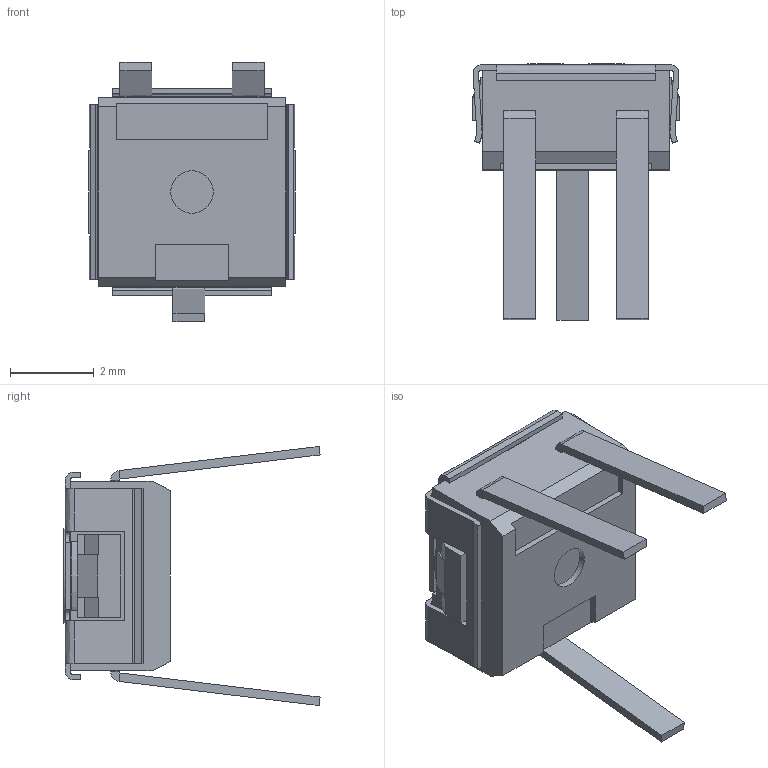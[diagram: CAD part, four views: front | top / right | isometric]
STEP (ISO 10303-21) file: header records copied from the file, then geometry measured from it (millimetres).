
FILE_DESCRIPTION((''),'2;1');
FILE_NAME('7814H001XXX_ASM','2012-03-27T',('minhn'),('Bourns, Inc.'),'PRO/ENGINEER BY PARAMETRIC TECHNOLOGY CORPORATION, 2001200','PRO/ENGINEER BY PARAMETRIC TECHNOLOGY CORPORATION, 2001200','');
FILE_SCHEMA(('AUTOMOTIVE_DESIGN_CC2 { 1 2 10303 214 -1 1 5 2 }'));
Length unit declared in the file: inch
Products named in the file (2): 3314H; 7814H001XXX_ASM
Assembly tree (1 placements, depth 2):
  7814H001XXX_ASM
    3314H
Bounding box: 4.95 x 6.13 x 6.2 mm (x, y, z)
Volume: 49.2 mm3; surface area: 206.1 mm2
Topology: 1 solids, 5 shells, 421 faces, 1157 edges, 753 vertices
Faces by surface type: bspline 421
Entity records: 18158 total; most frequent: CARTESIAN_POINT 5039, ORIENTED_EDGE 2314, DIRECTION 1307, PRESENTATION_STYLE_ASSIGNMENT 1166, STYLED_ITEM 1158, CURVE_STYLE 1157, EDGE_CURVE 1157, VECTOR 957
